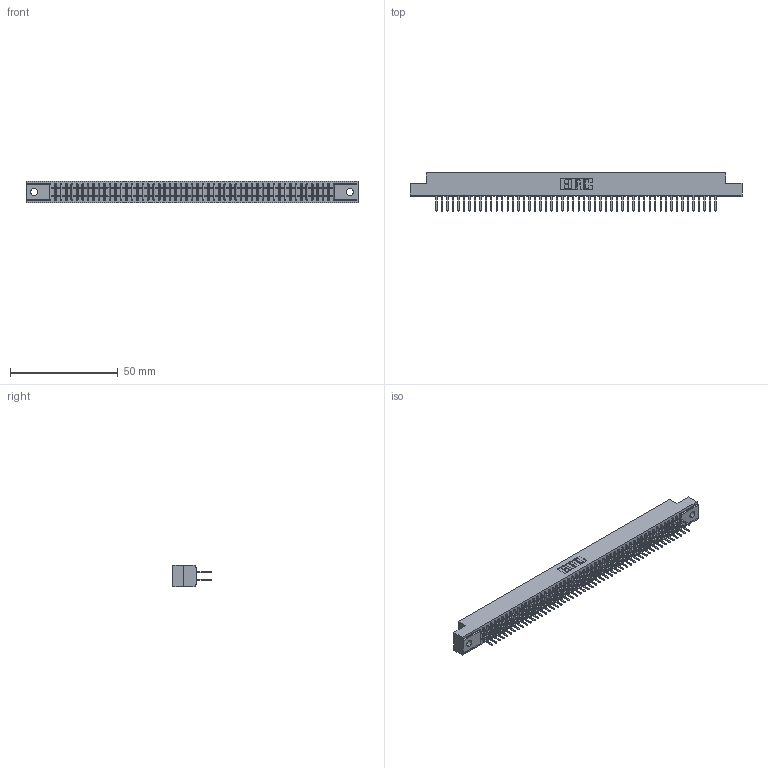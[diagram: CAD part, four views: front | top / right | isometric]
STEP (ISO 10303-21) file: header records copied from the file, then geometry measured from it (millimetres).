
FILE_DESCRIPTION (( 'STEP AP203' ), '1' );
FILE_NAME ('391-104-521-202.STEP', '2018-08-09T20:15:04', ( '' ), ( '' ), 'SwSTEP 2.0', 'SolidWorks 2016', '' );
FILE_SCHEMA (( 'CONFIG_CONTROL_DESIGN' ));
Length unit declared in the file: inch
Products named in the file (3): 341 Part_.128 (3.25) Dia Mounting Holes; 341-292-001_341-292-121; 391-104-521-202
Assembly tree (105 placements, depth 2):
  391-104-521-202
    341 Part_.128 (3.25) Dia Mounting Holes
    341-292-001_341-292-121  x104
Bounding box: 154.31 x 17.7 x 10.16 mm (x, y, z)
Volume: 823.1 mm3; surface area: 20804.7 mm2
Topology: 104 solids, 105 shells, 6975 faces, 20232 edges, 13102 vertices
Faces by surface type: plane 4223, cylinder 2544, sphere 106, torus 102
Entity records: 61601 total; most frequent: CARTESIAN_POINT 10240, ORIENTED_EDGE 10176, DIRECTION 9930, EDGE_CURVE 5088, LINE 4122, VECTOR 4122, VERTEX_POINT 3214, AXIS2_PLACEMENT_3D 2904
